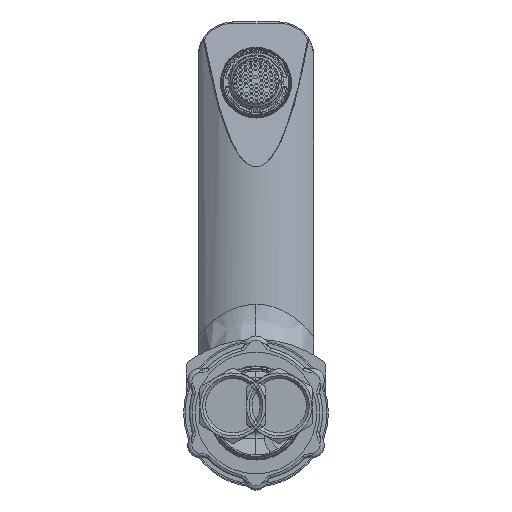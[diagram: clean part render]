
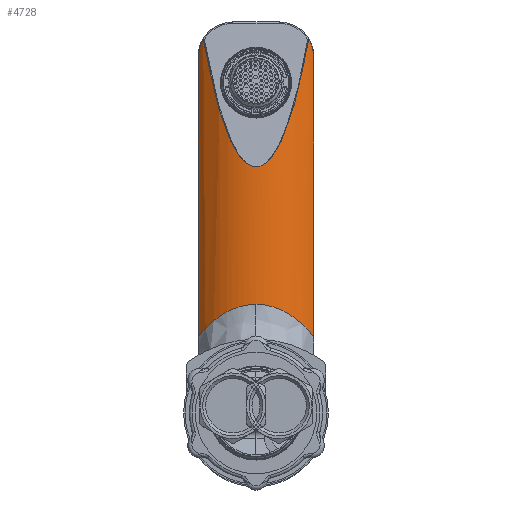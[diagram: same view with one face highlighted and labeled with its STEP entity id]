
A CAD part, front view. The second image highlights one B-rep face of the part: STEP entity #4728.
In plain terms, the highlighted cylindrical face has radius 26.722 mm (diameter 53.444 mm), a partial arc.
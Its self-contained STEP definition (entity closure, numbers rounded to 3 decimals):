
#365=ELLIPSE('',#36794,166.053,26.722);
#1084=FACE_OUTER_BOUND('',#13414,.T.);
#2726=B_SPLINE_CURVE_WITH_KNOTS('',3,(#61005,#61006,#61007,#61008,#61009,
#61010),.UNSPECIFIED.,.F.,.F.,(4,2,4),(0.,0.5,1.),.UNSPECIFIED.);
#2728=B_SPLINE_CURVE_WITH_KNOTS('',3,(#61059,#61060,#61061,#61062),
 .UNSPECIFIED.,.F.,.F.,(4,4),(0.,1.),.UNSPECIFIED.);
#2729=B_SPLINE_CURVE_WITH_KNOTS('',3,(#61065,#61066,#61067,#61068,#61069,
#61070,#61071,#61072),.UNSPECIFIED.,.F.,.F.,(4,2,2,4),(0.,0.25,0.5,1.),
 .UNSPECIFIED.);
#2730=B_SPLINE_CURVE_WITH_KNOTS('',3,(#61076,#61077,#61078,#61079),
 .UNSPECIFIED.,.F.,.F.,(4,4),(0.,1.),.UNSPECIFIED.);
#4728=ADVANCED_FACE('',(#1084),#6407,.T.);
#6407=CYLINDRICAL_SURFACE('',#36795,26.722);
#7201=LINE('',#61064,#9909);
#7202=LINE('',#61074,#9910);
#9909=VECTOR('',#41064,1.);
#9910=VECTOR('',#41065,1.);
#13414=EDGE_LOOP('',(#16881,#16882,#16883,#16884,#16885,#16886,#16887));
#16881=ORIENTED_EDGE('',*,*,#30016,.T.);
#16882=ORIENTED_EDGE('',*,*,#30017,.T.);
#16883=ORIENTED_EDGE('',*,*,#30018,.T.);
#16884=ORIENTED_EDGE('',*,*,#30012,.F.);
#16885=ORIENTED_EDGE('',*,*,#30019,.T.);
#16886=ORIENTED_EDGE('',*,*,#30020,.T.);
#16887=ORIENTED_EDGE('',*,*,#30021,.T.);
#26243=VERTEX_POINT('',#61011);
#26244=VERTEX_POINT('',#61012);
#26246=VERTEX_POINT('',#61057);
#26247=VERTEX_POINT('',#61058);
#26248=VERTEX_POINT('',#61063);
#26249=VERTEX_POINT('',#61073);
#26250=VERTEX_POINT('',#61075);
#30012=EDGE_CURVE('',#26243,#26244,#2726,.T.);
#30016=EDGE_CURVE('',#26246,#26247,#365,.T.);
#30017=EDGE_CURVE('',#26247,#26248,#2728,.T.);
#30018=EDGE_CURVE('',#26248,#26244,#7201,.T.);
#30019=EDGE_CURVE('',#26243,#26249,#2729,.T.);
#30020=EDGE_CURVE('',#26249,#26250,#7202,.T.);
#30021=EDGE_CURVE('',#26250,#26246,#2730,.T.);
#36794=AXIS2_PLACEMENT_3D('',#61056,#41062,#41063);
#36795=AXIS2_PLACEMENT_3D('',#61080,#41066,#41067);
#41062=DIRECTION('',(0.,0.987,-0.161));
#41063=DIRECTION('',(0.,-0.161,-0.987));
#41064=DIRECTION('',(0.,0.,-1.));
#41065=DIRECTION('',(0.,0.,1.));
#41066=DIRECTION('',(0.,0.,-1.));
#41067=DIRECTION('',(-1.,0.,0.));
#61005=CARTESIAN_POINT('',(-0.003,92.,37.5));
#61006=CARTESIAN_POINT('',(-4.32,92.001,37.499));
#61007=CARTESIAN_POINT('',(-8.435,93.102,36.01));
#61008=CARTESIAN_POINT('',(-15.026,96.322,31.843));
#61009=CARTESIAN_POINT('',(-17.696,98.437,29.165));
#61010=CARTESIAN_POINT('',(-19.872,100.856,26.396));
#61011=CARTESIAN_POINT('',(-0.003,92.,37.5));
#61012=CARTESIAN_POINT('',(-19.872,100.856,26.396));
#61056=CARTESIAN_POINT('',(0.,118.722,248.849));
#61057=CARTESIAN_POINT('',(18.21,99.165,128.904));
#61058=CARTESIAN_POINT('',(-18.21,99.165,128.904));
#61059=CARTESIAN_POINT('',(-18.21,99.165,128.904));
#61060=CARTESIAN_POINT('',(-19.231,100.116,127.228));
#61061=CARTESIAN_POINT('',(-19.872,100.856,125.191));
#61062=CARTESIAN_POINT('',(-19.872,100.856,123.));
#61063=CARTESIAN_POINT('',(-19.872,100.856,123.));
#61064=CARTESIAN_POINT('',(-19.872,100.856,95.25));
#61065=CARTESIAN_POINT('',(-0.003,92.,37.5));
#61066=CARTESIAN_POINT('',(2.156,92.,37.5));
#61067=CARTESIAN_POINT('',(4.299,92.271,37.136));
#61068=CARTESIAN_POINT('',(8.23,93.219,35.878));
#61069=CARTESIAN_POINT('',(10.061,93.896,34.983));
#61070=CARTESIAN_POINT('',(15.093,96.356,31.799));
#61071=CARTESIAN_POINT('',(17.697,98.437,29.165));
#61072=CARTESIAN_POINT('',(19.872,100.856,26.396));
#61073=CARTESIAN_POINT('',(19.872,100.856,26.396));
#61074=CARTESIAN_POINT('',(19.872,100.856,95.25));
#61075=CARTESIAN_POINT('',(19.872,100.856,123.));
#61076=CARTESIAN_POINT('',(19.872,100.856,123.));
#61077=CARTESIAN_POINT('',(19.872,100.856,125.193));
#61078=CARTESIAN_POINT('',(19.231,100.116,127.228));
#61079=CARTESIAN_POINT('',(18.21,99.165,128.904));
#61080=CARTESIAN_POINT('',(0.,118.722,95.25));
